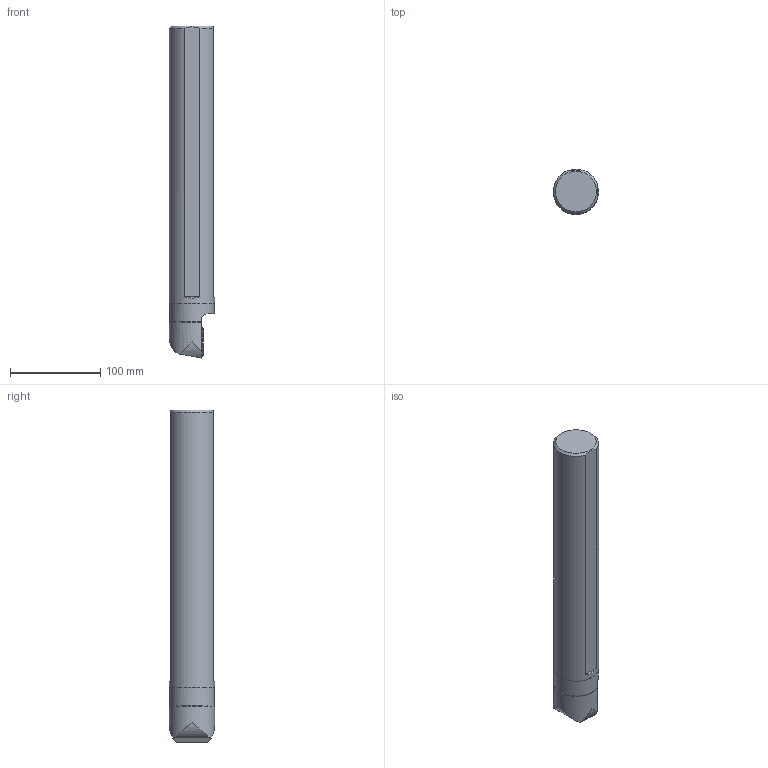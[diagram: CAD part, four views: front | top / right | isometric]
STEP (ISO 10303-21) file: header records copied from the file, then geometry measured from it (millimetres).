
FILE_DESCRIPTION(/* description */ (''),/* implementation_level */ '2;1');
FILE_NAME(/* name */ '1544174096213.stp',/* time_stamp */ '2018-12-07T14:45:05+05:00',/* author */ (''),/* organization */ ('SMS'),/* preprocessor_version */ 'ST-DEVELOPER v15',/* originating_system */ 'SIEMENS PLM Software NX 8.5',/* authorisation */ '');
FILE_SCHEMA (('AUTOMOTIVE_DESIGN { 1 0 10303 214 3 1 1 1 }'));
Length unit declared in the file: millimetre
Products named in the file (1): 201991998mod000_00
Bounding box: 50 x 50 x 367.82 mm (x, y, z)
Volume: 677071.4 mm3; surface area: 61093.6 mm2
Topology: 1 solids, 2 shells, 52 faces, 157 edges, 115 vertices
Faces by surface type: cylinder 20, cone 17, plane 15
Full cylindrical faces by diameter (mm): 4.2 x4, 5 x4, 6 x1, 6.009 x2, 8.65 x1, 32 x1, 49.35 x1, 50 x1
Entity records: 1632 total; most frequent: CARTESIAN_POINT 362, DIRECTION 261, ORIENTED_EDGE 212, AXIS2_PLACEMENT_3D 122, EDGE_CURVE 106, VERTEX_POINT 98, EDGE_LOOP 86, FACE_BOUND 76
